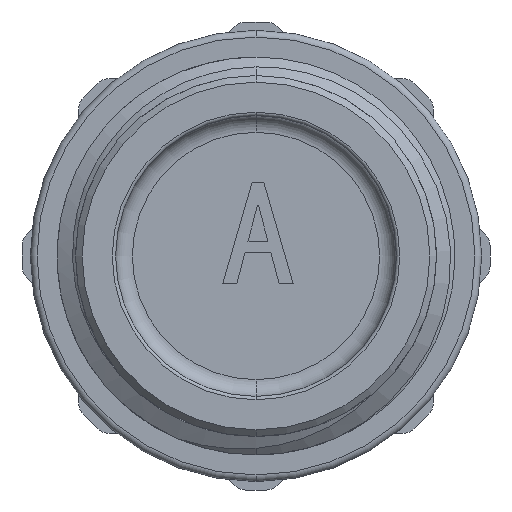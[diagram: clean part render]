
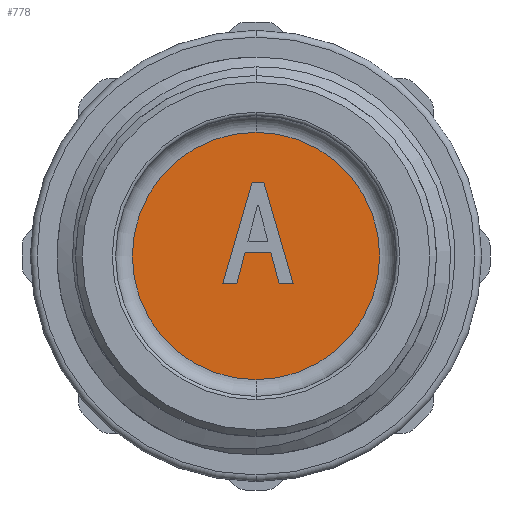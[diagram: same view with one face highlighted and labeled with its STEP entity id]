
A CAD part, front view. The second image highlights one B-rep face of the part: STEP entity #778.
In plain terms, the highlighted planar face has unit normal (0, -1, 0).
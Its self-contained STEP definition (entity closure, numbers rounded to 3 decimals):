
#99=PLANE('',#3097);
#167=FACE_BOUND('',#1113,.T.);
#168=FACE_BOUND('',#1114,.T.);
#335=LINE('',#4754,#559);
#336=LINE('',#4757,#560);
#337=LINE('',#4759,#561);
#338=LINE('',#4761,#562);
#339=LINE('',#4763,#563);
#340=LINE('',#4765,#564);
#341=LINE('',#4767,#565);
#342=LINE('',#4769,#566);
#559=VECTOR('',#3564,1.);
#560=VECTOR('',#3565,1.);
#561=VECTOR('',#3566,1.);
#562=VECTOR('',#3567,1.);
#563=VECTOR('',#3568,1.);
#564=VECTOR('',#3569,1.);
#565=VECTOR('',#3570,1.);
#566=VECTOR('',#3571,1.);
#778=ADVANCED_FACE('',(#167,#168),#99,.T.);
#1113=EDGE_LOOP('',(#1415,#1416,#1417,#1418,#1419,#1420,#1421,#1422));
#1114=EDGE_LOOP('',(#1423,#1424));
#1415=ORIENTED_EDGE('',*,*,#2537,.T.);
#1416=ORIENTED_EDGE('',*,*,#2538,.T.);
#1417=ORIENTED_EDGE('',*,*,#2539,.T.);
#1418=ORIENTED_EDGE('',*,*,#2540,.T.);
#1419=ORIENTED_EDGE('',*,*,#2541,.T.);
#1420=ORIENTED_EDGE('',*,*,#2542,.T.);
#1421=ORIENTED_EDGE('',*,*,#2543,.T.);
#1422=ORIENTED_EDGE('',*,*,#2544,.T.);
#1423=ORIENTED_EDGE('',*,*,#2545,.T.);
#1424=ORIENTED_EDGE('',*,*,#2478,.T.);
#2185=VERTEX_POINT('',#4416);
#2186=VERTEX_POINT('',#4417);
#2219=VERTEX_POINT('',#4755);
#2220=VERTEX_POINT('',#4756);
#2221=VERTEX_POINT('',#4758);
#2222=VERTEX_POINT('',#4760);
#2223=VERTEX_POINT('',#4762);
#2224=VERTEX_POINT('',#4764);
#2225=VERTEX_POINT('',#4766);
#2226=VERTEX_POINT('',#4768);
#2478=EDGE_CURVE('',#2185,#2186,#2885,.T.);
#2537=EDGE_CURVE('',#2219,#2220,#335,.T.);
#2538=EDGE_CURVE('',#2220,#2221,#336,.T.);
#2539=EDGE_CURVE('',#2221,#2222,#337,.T.);
#2540=EDGE_CURVE('',#2222,#2223,#338,.T.);
#2541=EDGE_CURVE('',#2223,#2224,#339,.T.);
#2542=EDGE_CURVE('',#2224,#2225,#340,.T.);
#2543=EDGE_CURVE('',#2225,#2226,#341,.T.);
#2544=EDGE_CURVE('',#2226,#2219,#342,.T.);
#2545=EDGE_CURVE('',#2186,#2185,#2894,.T.);
#2885=CIRCLE('',#3069,3.7);
#2894=CIRCLE('',#3096,3.7);
#3069=AXIS2_PLACEMENT_3D('',#4415,#3490,#3491);
#3096=AXIS2_PLACEMENT_3D('',#4770,#3572,#3573);
#3097=AXIS2_PLACEMENT_3D('',#4771,#3574,#3575);
#3490=DIRECTION('',(0.,-1.,0.));
#3491=DIRECTION('',(0.,0.,-1.));
#3564=DIRECTION('',(0.278,0.,-0.961));
#3565=DIRECTION('',(-1.,0.,0.));
#3566=DIRECTION('',(-0.255,0.,0.967));
#3567=DIRECTION('',(-1.,0.,0.));
#3568=DIRECTION('',(-0.255,0.,-0.967));
#3569=DIRECTION('',(-1.,0.,0.));
#3570=DIRECTION('',(0.278,0.,0.961));
#3571=DIRECTION('',(1.,0.,0.));
#3572=DIRECTION('',(0.,-1.,0.));
#3573=DIRECTION('',(0.,0.,-1.));
#3574=DIRECTION('',(0.,-1.,0.));
#3575=DIRECTION('',(0.,0.,1.));
#4415=CARTESIAN_POINT('',(0.,9.5,0.));
#4416=CARTESIAN_POINT('',(0.,9.5,3.7));
#4417=CARTESIAN_POINT('',(0.,9.5,-3.7));
#4754=CARTESIAN_POINT('',(0.234,9.5,2.212));
#4755=CARTESIAN_POINT('',(0.234,9.5,2.212));
#4756=CARTESIAN_POINT('',(1.111,9.5,-0.823));
#4757=CARTESIAN_POINT('',(1.111,9.5,-0.823));
#4758=CARTESIAN_POINT('',(0.69,9.5,-0.823));
#4759=CARTESIAN_POINT('',(0.69,9.5,-0.823));
#4760=CARTESIAN_POINT('',(0.444,9.5,0.106));
#4761=CARTESIAN_POINT('',(0.444,9.5,0.106));
#4762=CARTESIAN_POINT('',(-0.328,9.5,0.106));
#4763=CARTESIAN_POINT('',(-0.328,9.5,0.106));
#4764=CARTESIAN_POINT('',(-0.573,9.5,-0.823));
#4765=CARTESIAN_POINT('',(-0.573,9.5,-0.823));
#4766=CARTESIAN_POINT('',(-0.994,9.5,-0.823));
#4767=CARTESIAN_POINT('',(-0.994,9.5,-0.823));
#4768=CARTESIAN_POINT('',(-0.117,9.5,2.212));
#4769=CARTESIAN_POINT('',(-0.117,9.5,2.212));
#4770=CARTESIAN_POINT('',(0.,9.5,0.));
#4771=CARTESIAN_POINT('',(0.,9.5,4.2));
